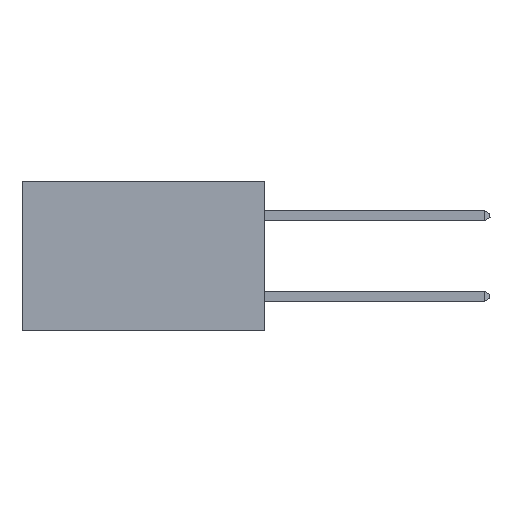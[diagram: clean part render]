
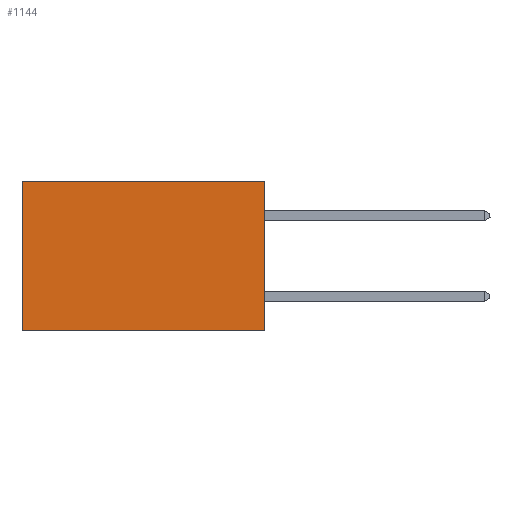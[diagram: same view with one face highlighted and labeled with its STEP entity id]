
A CAD part, left-side view. The second image highlights one B-rep face of the part: STEP entity #1144.
In plain terms, the highlighted planar face has unit normal (-1, 0, 0).
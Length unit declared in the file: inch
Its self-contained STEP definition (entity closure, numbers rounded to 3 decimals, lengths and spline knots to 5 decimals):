
#173 = LINE ( 'NONE', #1429, #20373 ) ;
#520 = ORIENTED_EDGE ( 'NONE', *, *, #23330, .T. ) ;
#1144 = ADVANCED_FACE ( 'NONE', ( #15359 ), #5441, .F. ) ;
#1429 = CARTESIAN_POINT ( 'NONE',  ( 0.298, 0., 0. ) ) ;
#1774 = VECTOR ( 'NONE', #12506, 39.37008 ) ;
#1783 = VECTOR ( 'NONE', #4603, 39.37008 ) ;
#2194 = EDGE_CURVE ( 'NONE', #16348, #17785, #16806, .T. ) ;
#2667 = ORIENTED_EDGE ( 'NONE', *, *, #2194, .F. ) ;
#2765 = DIRECTION ( 'NONE',  ( 0., 1., 0. ) ) ;
#3097 = DIRECTION ( 'NONE',  ( 1., 0., 0. ) ) ;
#4603 = DIRECTION ( 'NONE',  ( 0., 1., 0. ) ) ;
#4845 = AXIS2_PLACEMENT_3D ( 'NONE', #19785, #3097, #15810 ) ;
#5441 = PLANE ( 'NONE',  #4845 ) ;
#5478 = EDGE_CURVE ( 'NONE', #5988, #16348, #22567, .T. ) ;
#5907 = CARTESIAN_POINT ( 'NONE',  ( 0.298, 0., 0. ) ) ;
#5913 = ORIENTED_EDGE ( 'NONE', *, *, #5478, .F. ) ;
#5988 = VERTEX_POINT ( 'NONE', #7657 ) ;
#6568 = LINE ( 'NONE', #24840, #16345 ) ;
#6654 = EDGE_CURVE ( 'NONE', #5988, #10755, #173, .T. ) ;
#7657 = CARTESIAN_POINT ( 'NONE',  ( 0.298, 0., 0. ) ) ;
#7904 = CARTESIAN_POINT ( 'NONE',  ( 0.298, 0.6, 0. ) ) ;
#8474 = ORIENTED_EDGE ( 'NONE', *, *, #6654, .T. ) ;
#9376 = DIRECTION ( 'NONE',  ( 0., 0., -1. ) ) ;
#10755 = VERTEX_POINT ( 'NONE', #7904 ) ;
#10945 = CARTESIAN_POINT ( 'NONE',  ( 0.298, 0., -0.37 ) ) ;
#11564 = CARTESIAN_POINT ( 'NONE',  ( 0.298, 0., -0.37 ) ) ;
#12506 = DIRECTION ( 'NONE',  ( 0., 0., -1. ) ) ;
#12610 = EDGE_LOOP ( 'NONE', ( #520, #2667, #5913, #8474 ) ) ;
#14960 = CARTESIAN_POINT ( 'NONE',  ( 0.298, 0.6, -0.37 ) ) ;
#15359 = FACE_OUTER_BOUND ( 'NONE', #12610, .T. ) ;
#15810 = DIRECTION ( 'NONE',  ( 0., 0., -1. ) ) ;
#16345 = VECTOR ( 'NONE', #9376, 39.37008 ) ;
#16348 = VERTEX_POINT ( 'NONE', #10945 ) ;
#16806 = LINE ( 'NONE', #11564, #1783 ) ;
#17785 = VERTEX_POINT ( 'NONE', #14960 ) ;
#19785 = CARTESIAN_POINT ( 'NONE',  ( 0.298, 0., 0. ) ) ;
#20373 = VECTOR ( 'NONE', #2765, 39.37008 ) ;
#22567 = LINE ( 'NONE', #5907, #1774 ) ;
#23330 = EDGE_CURVE ( 'NONE', #10755, #17785, #6568, .T. ) ;
#24840 = CARTESIAN_POINT ( 'NONE',  ( 0.298, 0.6, 0. ) ) ;
